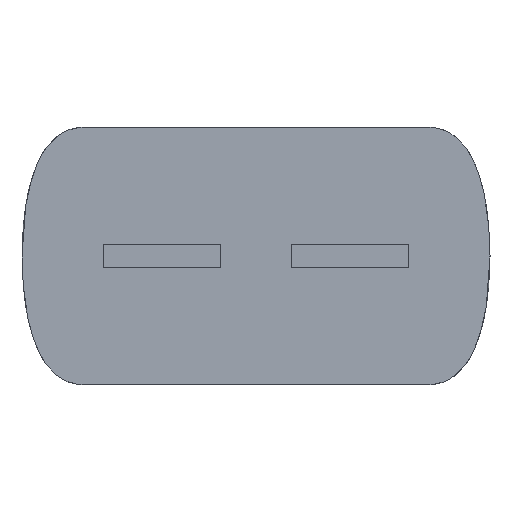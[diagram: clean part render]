
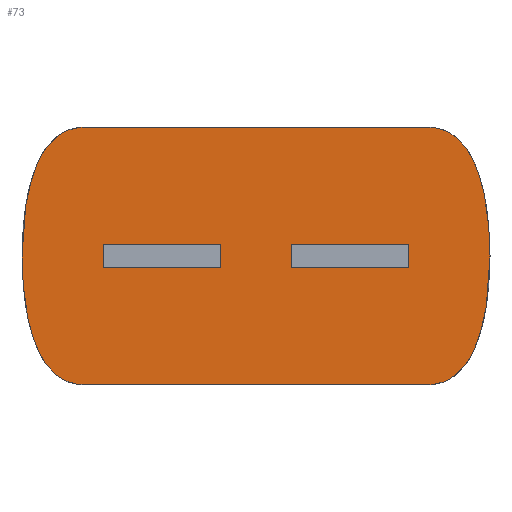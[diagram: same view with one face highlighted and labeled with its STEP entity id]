
A CAD part, top view. The second image highlights one B-rep face of the part: STEP entity #73.
In plain terms, the highlighted planar face has unit normal (0, 0, 1).
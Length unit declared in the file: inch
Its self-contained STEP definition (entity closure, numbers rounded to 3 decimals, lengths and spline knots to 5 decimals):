
#73=ADVANCED_FACE('',(#172,#173,#174),#175,.T.);
#172=FACE_OUTER_BOUND('',#308,.T.);
#173=FACE_BOUND('',#309,.T.);
#174=FACE_BOUND('',#310,.T.);
#175=PLANE('',#311);
#308=EDGE_LOOP('',(#558,#559,#560,#561,#562,#563));
#309=EDGE_LOOP('',(#564,#565,#566,#567));
#310=EDGE_LOOP('',(#568,#569,#570,#571));
#311=AXIS2_PLACEMENT_3D('',#572,#573,#574);
#558=ORIENTED_EDGE('',*,*,#844,.F.);
#559=ORIENTED_EDGE('',*,*,#845,.F.);
#560=ORIENTED_EDGE('',*,*,#846,.F.);
#561=ORIENTED_EDGE('',*,*,#847,.F.);
#562=ORIENTED_EDGE('',*,*,#848,.F.);
#563=ORIENTED_EDGE('',*,*,#849,.F.);
#564=ORIENTED_EDGE('',*,*,#850,.F.);
#565=ORIENTED_EDGE('',*,*,#851,.F.);
#566=ORIENTED_EDGE('',*,*,#852,.F.);
#567=ORIENTED_EDGE('',*,*,#853,.F.);
#568=ORIENTED_EDGE('',*,*,#854,.F.);
#569=ORIENTED_EDGE('',*,*,#840,.F.);
#570=ORIENTED_EDGE('',*,*,#820,.F.);
#571=ORIENTED_EDGE('',*,*,#855,.F.);
#572=CARTESIAN_POINT('',(0.45833,0.34375,0.0));
#573=DIRECTION('',(0.0,0.0,1.0));
#574=DIRECTION('',(1.0,0.0,0.0));
#820=EDGE_CURVE('',#955,#956,#957,.T.);
#840=EDGE_CURVE('',#956,#990,#991,.T.);
#844=EDGE_CURVE('',#996,#997,#998,.T.);
#845=EDGE_CURVE('',#999,#996,#1000,.T.);
#846=EDGE_CURVE('',#1001,#999,#1002,.T.);
#847=EDGE_CURVE('',#1003,#1001,#1004,.T.);
#848=EDGE_CURVE('',#1005,#1003,#1006,.T.);
#849=EDGE_CURVE('',#997,#1005,#1007,.T.);
#850=EDGE_CURVE('',#1008,#1009,#1010,.T.);
#851=EDGE_CURVE('',#1011,#1008,#1012,.T.);
#852=EDGE_CURVE('',#1013,#1011,#1014,.T.);
#853=EDGE_CURVE('',#1009,#1013,#1015,.T.);
#854=EDGE_CURVE('',#990,#1016,#1017,.T.);
#855=EDGE_CURVE('',#1016,#955,#1018,.T.);
#955=VERTEX_POINT('',#1154);
#956=VERTEX_POINT('',#1155);
#957=LINE('',#1156,#1157);
#990=VERTEX_POINT('',#1219);
#991=LINE('',#1220,#1221);
#996=VERTEX_POINT('',#1228);
#997=VERTEX_POINT('',#1229);
#998=B_SPLINE_CURVE_WITH_KNOTS('',3,(#1230,#1231,#1232,#1233),.UNSPECIFIED.,.F.,.F.,(4,4),(0.0,1.0),.UNSPECIFIED.);
#999=VERTEX_POINT('',#1234);
#1000=LINE('',#1235,#1236);
#1001=VERTEX_POINT('',#1237);
#1002=B_SPLINE_CURVE_WITH_KNOTS('',3,(#1238,#1239,#1240,#1241),.UNSPECIFIED.,.F.,.F.,(4,4),(0.0,1.0),.UNSPECIFIED.);
#1003=VERTEX_POINT('',#1242);
#1004=B_SPLINE_CURVE_WITH_KNOTS('',3,(#1243,#1244,#1245,#1246),.UNSPECIFIED.,.F.,.F.,(4,4),(0.0,1.0),.UNSPECIFIED.);
#1005=VERTEX_POINT('',#1247);
#1006=LINE('',#1248,#1249);
#1007=B_SPLINE_CURVE_WITH_KNOTS('',3,(#1250,#1251,#1252,#1253),.UNSPECIFIED.,.F.,.F.,(4,4),(0.0,1.0),.UNSPECIFIED.);
#1008=VERTEX_POINT('',#1254);
#1009=VERTEX_POINT('',#1255);
#1010=LINE('',#1256,#1257);
#1011=VERTEX_POINT('',#1258);
#1012=LINE('',#1259,#1260);
#1013=VERTEX_POINT('',#1261);
#1014=LINE('',#1262,#1263);
#1015=LINE('',#1264,#1265);
#1016=VERTEX_POINT('',#1266);
#1017=LINE('',#1267,#1268);
#1018=LINE('',#1269,#1270);
#1154=CARTESIAN_POINT('',(0.86465,0.3125,0.0));
#1155=CARTESIAN_POINT('',(0.86465,0.375,0.0));
#1156=CARTESIAN_POINT('',(0.86465,0.32813,0.0));
#1157=VECTOR('',#1512,1.0);
#1219=CARTESIAN_POINT('',(0.55213,0.375,0.0));
#1220=CARTESIAN_POINT('',(0.58334,0.375,0.0));
#1221=VECTOR('',#1521,1.0);
#1228=CARTESIAN_POINT('',(0.0,0.0,0.0));
#1229=CARTESIAN_POINT('',(-0.16667,0.34375,0.0));
#1230=CARTESIAN_POINT('',(0.0,0.0,0.0));
#1231=CARTESIAN_POINT('',(-0.13807,0.0,0.0));
#1232=CARTESIAN_POINT('',(-0.16667,0.20568,0.0));
#1233=CARTESIAN_POINT('',(-0.16667,0.34375,0.0));
#1234=CARTESIAN_POINT('',(0.91667,0.0,0.0));
#1235=CARTESIAN_POINT('',(0.91667,0.0,0.0));
#1236=VECTOR('',#1524,1.0);
#1237=CARTESIAN_POINT('',(1.08333,0.34375,0.0));
#1238=CARTESIAN_POINT('',(1.08333,0.34375,0.0));
#1239=CARTESIAN_POINT('',(1.08333,0.20568,0.0));
#1240=CARTESIAN_POINT('',(1.05474,0.0,0.0));
#1241=CARTESIAN_POINT('',(0.91667,0.0,0.0));
#1242=CARTESIAN_POINT('',(0.91667,0.6875,0.0));
#1243=CARTESIAN_POINT('',(0.91667,0.6875,0.0));
#1244=CARTESIAN_POINT('',(1.05474,0.6875,0.0));
#1245=CARTESIAN_POINT('',(1.08333,0.48182,0.0));
#1246=CARTESIAN_POINT('',(1.08333,0.34375,0.0));
#1247=CARTESIAN_POINT('',(0.0,0.6875,0.0));
#1248=CARTESIAN_POINT('',(0.0,0.6875,0.0));
#1249=VECTOR('',#1525,1.0);
#1250=CARTESIAN_POINT('',(-0.16667,0.34375,0.0));
#1251=CARTESIAN_POINT('',(-0.16667,0.48182,0.0));
#1252=CARTESIAN_POINT('',(-0.13807,0.6875,0.0));
#1253=CARTESIAN_POINT('',(0.0,0.6875,0.0));
#1254=CARTESIAN_POINT('',(0.05213,0.375,0.0));
#1255=CARTESIAN_POINT('',(0.05213,0.3125,0.0));
#1256=CARTESIAN_POINT('',(0.05213,0.32813,0.0));
#1257=VECTOR('',#1526,1.0);
#1258=CARTESIAN_POINT('',(0.36465,0.375,0.0));
#1259=CARTESIAN_POINT('',(0.33334,0.375,0.0));
#1260=VECTOR('',#1527,1.0);
#1261=CARTESIAN_POINT('',(0.36465,0.3125,0.0));
#1262=CARTESIAN_POINT('',(0.36465,0.32813,0.0));
#1263=VECTOR('',#1528,1.0);
#1264=CARTESIAN_POINT('',(0.33334,0.3125,0.0));
#1265=VECTOR('',#1529,1.0);
#1266=CARTESIAN_POINT('',(0.55213,0.3125,0.0));
#1267=CARTESIAN_POINT('',(0.55213,0.32813,0.0));
#1268=VECTOR('',#1530,1.0);
#1269=CARTESIAN_POINT('',(0.58334,0.3125,0.0));
#1270=VECTOR('',#1531,1.0);
#1512=DIRECTION('',(0.0,1.0,0.0));
#1521=DIRECTION('',(-1.0,0.,0.0));
#1524=DIRECTION('',(-1.0,0.0,0.0));
#1525=DIRECTION('',(1.0,0.0,0.0));
#1526=DIRECTION('',(0.0,-1.0,0.0));
#1527=DIRECTION('',(-1.0,0.,0.0));
#1528=DIRECTION('',(0.0,1.0,0.0));
#1529=DIRECTION('',(1.0,0.,0.0));
#1530=DIRECTION('',(0.0,-1.0,0.0));
#1531=DIRECTION('',(1.0,0.,0.0));
